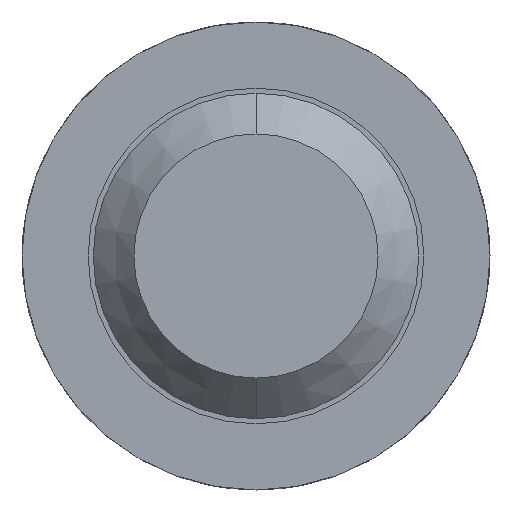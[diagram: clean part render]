
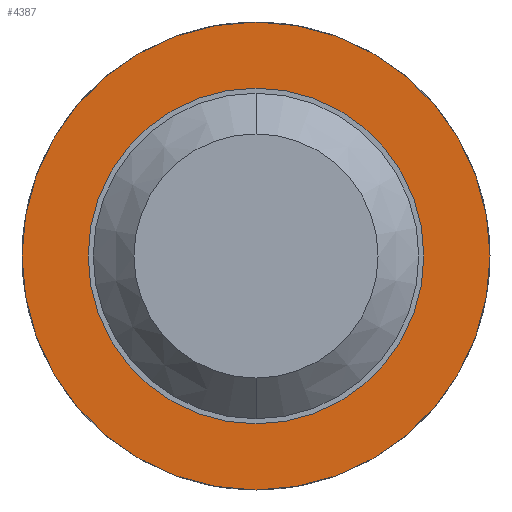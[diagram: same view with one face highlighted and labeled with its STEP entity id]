
A CAD part, front view. The second image highlights one B-rep face of the part: STEP entity #4387.
In plain terms, the highlighted planar face has unit normal (0, -1, 0).
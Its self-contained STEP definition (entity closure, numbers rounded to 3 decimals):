
#368 = CIRCLE ( 'NONE', #443, 1.15 ) ;
#443 = AXIS2_PLACEMENT_3D ( 'NONE', #3451, #3802, #3473 ) ;
#455 = CARTESIAN_POINT ( 'NONE',  ( 0., -1.5, 0. ) ) ;
#847 = DIRECTION ( 'NONE',  ( 0., 0., 1. ) ) ;
#951 = CARTESIAN_POINT ( 'NONE',  ( 0., -1.5, -0.825 ) ) ;
#1048 = DIRECTION ( 'NONE',  ( 0., 0., 1. ) ) ;
#1092 = CARTESIAN_POINT ( 'NONE',  ( 0., -1.5, 0. ) ) ;
#1148 = DIRECTION ( 'NONE',  ( 0., 0., 1. ) ) ;
#1207 = CARTESIAN_POINT ( 'NONE',  ( 0., -1.5, 0.825 ) ) ;
#1271 = VERTEX_POINT ( 'NONE', #951 ) ;
#1431 = CARTESIAN_POINT ( 'NONE',  ( 0.825, -1.5, 0. ) ) ;
#1490 = AXIS2_PLACEMENT_3D ( 'NONE', #1092, #2072, #1048 ) ;
#1803 = FACE_BOUND ( 'NONE', #2888, .T. ) ;
#2072 = DIRECTION ( 'NONE',  ( 0., 1., 0. ) ) ;
#2081 = AXIS2_PLACEMENT_3D ( 'NONE', #455, #2598, #847 ) ;
#2109 = FACE_OUTER_BOUND ( 'NONE', #3054, .T. ) ;
#2176 = CARTESIAN_POINT ( 'NONE',  ( 0., -1.5, 0. ) ) ;
#2250 = ORIENTED_EDGE ( 'NONE', *, *, #3587, .F. ) ;
#2263 = CARTESIAN_POINT ( 'NONE',  ( 0., -1.5, 1.15 ) ) ;
#2275 = VERTEX_POINT ( 'NONE', #1207 ) ;
#2406 = DIRECTION ( 'NONE',  ( 0., 0., 1. ) ) ;
#2450 = CIRCLE ( 'NONE', #2081, 0.825 ) ;
#2472 = EDGE_CURVE ( 'Defeature ausgef�hrt1_45+Defeature ausgef�hrt1_44+Defeature ausgef�hrt1_44+Defeature ausgef�hrt1_44', #1271, #2275, #3870, .T. ) ;
#2546 = DIRECTION ( 'NONE',  ( 0., 1., 0. ) ) ;
#2598 = DIRECTION ( 'NONE',  ( 0., 1., 0. ) ) ;
#2667 = EDGE_CURVE ( 'Defeature ausgef�hrt1_45+Defeature ausgef�hrt1_44+Defeature ausgef�hrt1_44+Defeature ausgef�hrt1_44', #2275, #1271, #2450, .T. ) ;
#2888 = EDGE_LOOP ( 'NONE', ( #3679, #3707 ) ) ;
#2909 = AXIS2_PLACEMENT_3D ( 'NONE', #1431, #3578, #2406 ) ;
#3051 = AXIS2_PLACEMENT_3D ( 'NONE', #2176, #2546, #1148 ) ;
#3054 = EDGE_LOOP ( 'NONE', ( #3285, #2250 ) ) ;
#3068 = EDGE_CURVE ( 'Defeature ausgef�hrt1_39+Defeature ausgef�hrt1_45+Defeature ausgef�hrt1_45+Defeature ausgef�hrt1_45', #3124, #3449, #3202, .T. ) ;
#3124 = VERTEX_POINT ( 'NONE', #2263 ) ;
#3202 = CIRCLE ( 'NONE', #3051, 1.15 ) ;
#3285 = ORIENTED_EDGE ( 'NONE', *, *, #3068, .F. ) ;
#3449 = VERTEX_POINT ( 'NONE', #4306 ) ;
#3451 = CARTESIAN_POINT ( 'NONE',  ( 0., -1.5, 0. ) ) ;
#3473 = DIRECTION ( 'NONE',  ( 0., 0., 1. ) ) ;
#3578 = DIRECTION ( 'NONE',  ( 0., 1., 0. ) ) ;
#3587 = EDGE_CURVE ( 'Defeature ausgef�hrt1_39+Defeature ausgef�hrt1_45+Defeature ausgef�hrt1_45+Defeature ausgef�hrt1_45', #3449, #3124, #368, .T. ) ;
#3679 = ORIENTED_EDGE ( 'NONE', *, *, #2667, .T. ) ;
#3707 = ORIENTED_EDGE ( 'NONE', *, *, #2472, .T. ) ;
#3802 = DIRECTION ( 'NONE',  ( 0., 1., 0. ) ) ;
#3870 = CIRCLE ( 'NONE', #1490, 0.825 ) ;
#4306 = CARTESIAN_POINT ( 'NONE',  ( 0., -1.5, -1.15 ) ) ;
#4387 = ADVANCED_FACE ( 'Defeature ausgef�hrt1_45', ( #2109, #1803 ), #4636, .F. ) ;
#4636 = PLANE ( 'NONE',  #2909 ) ;
